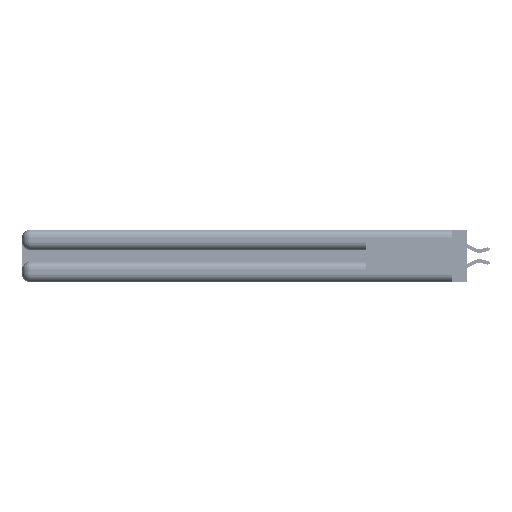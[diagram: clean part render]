
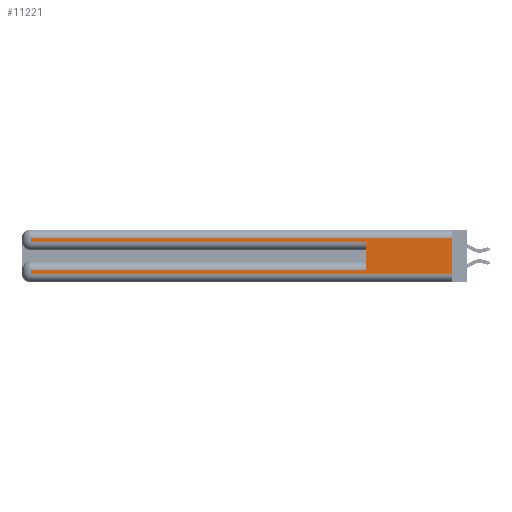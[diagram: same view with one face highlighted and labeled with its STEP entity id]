
A CAD part, left-side view. The second image highlights one B-rep face of the part: STEP entity #11221.
In plain terms, the highlighted planar face has unit normal (-1, 0, 0).
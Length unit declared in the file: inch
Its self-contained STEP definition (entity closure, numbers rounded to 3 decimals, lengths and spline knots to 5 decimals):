
#441 = CARTESIAN_POINT ( 'NONE',  ( 0., 2.94, 0.31 ) ) ;
#1072 = VERTEX_POINT ( 'NONE', #34095 ) ;
#1836 = DIRECTION ( 'NONE',  ( 0., 0., -1. ) ) ;
#3271 = FACE_OUTER_BOUND ( 'NONE', #50651, .T. ) ;
#3500 = DIRECTION ( 'NONE',  ( 0., 1., 0. ) ) ;
#3565 = ORIENTED_EDGE ( 'NONE', *, *, #16434, .T. ) ;
#6689 = EDGE_CURVE ( 'NONE', #48574, #1072, #50654, .T. ) ;
#6891 = VECTOR ( 'NONE', #18658, 39.37008 ) ;
#7157 = VECTOR ( 'NONE', #33987, 39.37008 ) ;
#7367 = VECTOR ( 'NONE', #3500, 39.37008 ) ;
#7810 = PLANE ( 'NONE',  #44468 ) ;
#9272 = EDGE_CURVE ( 'NONE', #25591, #43221, #46133, .T. ) ;
#10190 = CARTESIAN_POINT ( 'NONE',  ( 0., 0.6, 0.285 ) ) ;
#10473 = CARTESIAN_POINT ( 'NONE',  ( 0., 2.94, 0.37 ) ) ;
#10946 = EDGE_CURVE ( 'NONE', #20472, #47479, #24869, .T. ) ;
#11221 = ADVANCED_FACE ( 'NONE', ( #3271 ), #7810, .F. ) ;
#11742 = DIRECTION ( 'NONE',  ( 1., 0., 0. ) ) ;
#13258 = VECTOR ( 'NONE', #32284, 39.37008 ) ;
#13389 = VECTOR ( 'NONE', #39191, 39.37008 ) ;
#13428 = VECTOR ( 'NONE', #37284, 39.37008 ) ;
#14643 = LINE ( 'NONE', #15672, #13389 ) ;
#14671 = CARTESIAN_POINT ( 'NONE',  ( 0., 0., 0.37 ) ) ;
#15672 = CARTESIAN_POINT ( 'NONE',  ( 0., 0., 0.285 ) ) ;
#15847 = ORIENTED_EDGE ( 'NONE', *, *, #22473, .T. ) ;
#16434 = EDGE_CURVE ( 'NONE', #20472, #48574, #34171, .T. ) ;
#17872 = EDGE_CURVE ( 'NONE', #28745, #30851, #18838, .T. ) ;
#18658 = DIRECTION ( 'NONE',  ( 0., 0., -1. ) ) ;
#18838 = LINE ( 'NONE', #10473, #7157 ) ;
#20472 = VERTEX_POINT ( 'NONE', #26415 ) ;
#20804 = ORIENTED_EDGE ( 'NONE', *, *, #10946, .F. ) ;
#21401 = ORIENTED_EDGE ( 'NONE', *, *, #9272, .F. ) ;
#21919 = VECTOR ( 'NONE', #1836, 39.37008 ) ;
#22473 = EDGE_CURVE ( 'NONE', #25591, #28745, #38670, .T. ) ;
#22850 = EDGE_CURVE ( 'NONE', #1072, #43221, #41078, .T. ) ;
#23223 = CARTESIAN_POINT ( 'NONE',  ( 0., 0., 0.31 ) ) ;
#24505 = ORIENTED_EDGE ( 'NONE', *, *, #6689, .T. ) ;
#24869 = LINE ( 'NONE', #29790, #44437 ) ;
#25473 = CARTESIAN_POINT ( 'NONE',  ( 0., 2.94, 0.37 ) ) ;
#25591 = VERTEX_POINT ( 'NONE', #23223 ) ;
#26415 = CARTESIAN_POINT ( 'NONE',  ( 0., 0.6, 0.085 ) ) ;
#26970 = ORIENTED_EDGE ( 'NONE', *, *, #22850, .T. ) ;
#28745 = VERTEX_POINT ( 'NONE', #441 ) ;
#29790 = CARTESIAN_POINT ( 'NONE',  ( 0., 0.6, 0.145 ) ) ;
#30851 = VERTEX_POINT ( 'NONE', #40134 ) ;
#30987 = CARTESIAN_POINT ( 'NONE',  ( 0., 0., 0.31 ) ) ;
#32284 = DIRECTION ( 'NONE',  ( 0., 1., 0. ) ) ;
#33740 = DIRECTION ( 'NONE',  ( 0., 0., 1. ) ) ;
#33987 = DIRECTION ( 'NONE',  ( 0., 0., -1. ) ) ;
#34095 = CARTESIAN_POINT ( 'NONE',  ( 0., 2.94, 0.06 ) ) ;
#34171 = LINE ( 'NONE', #47866, #13258 ) ;
#36264 = EDGE_CURVE ( 'NONE', #30851, #47479, #14643, .T. ) ;
#37111 = CARTESIAN_POINT ( 'NONE',  ( 0., 0., 0.06 ) ) ;
#37284 = DIRECTION ( 'NONE',  ( 0., -1., 0. ) ) ;
#37965 = ORIENTED_EDGE ( 'NONE', *, *, #36264, .T. ) ;
#38670 = LINE ( 'NONE', #30987, #7367 ) ;
#39191 = DIRECTION ( 'NONE',  ( 0., -1., 0. ) ) ;
#39210 = DIRECTION ( 'NONE',  ( 0., 0., -1. ) ) ;
#40134 = CARTESIAN_POINT ( 'NONE',  ( 0., 2.94, 0.285 ) ) ;
#41078 = LINE ( 'NONE', #37111, #13428 ) ;
#43221 = VERTEX_POINT ( 'NONE', #50194 ) ;
#43421 = CARTESIAN_POINT ( 'NONE',  ( 0., 2.94, 0.085 ) ) ;
#44437 = VECTOR ( 'NONE', #33740, 39.37008 ) ;
#44468 = AXIS2_PLACEMENT_3D ( 'NONE', #46899, #11742, #39210 ) ;
#46133 = LINE ( 'NONE', #14671, #6891 ) ;
#46899 = CARTESIAN_POINT ( 'NONE',  ( 0., 0., 0.37 ) ) ;
#47139 = ORIENTED_EDGE ( 'NONE', *, *, #17872, .T. ) ;
#47479 = VERTEX_POINT ( 'NONE', #10190 ) ;
#47866 = CARTESIAN_POINT ( 'NONE',  ( 0., 0., 0.085 ) ) ;
#48574 = VERTEX_POINT ( 'NONE', #43421 ) ;
#50194 = CARTESIAN_POINT ( 'NONE',  ( 0., 0., 0.06 ) ) ;
#50651 = EDGE_LOOP ( 'NONE', ( #21401, #15847, #47139, #37965, #20804, #3565, #24505, #26970 ) ) ;
#50654 = LINE ( 'NONE', #25473, #21919 ) ;
